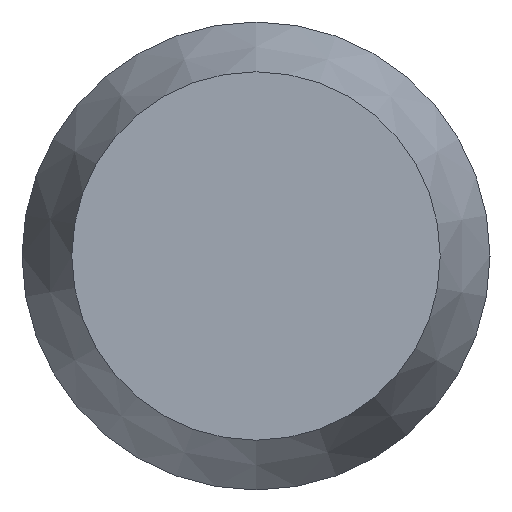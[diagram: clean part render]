
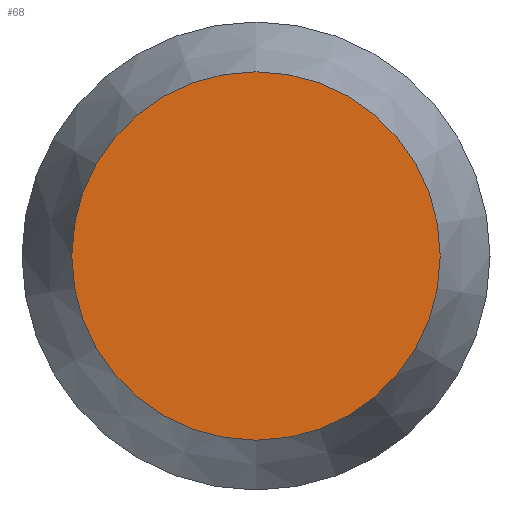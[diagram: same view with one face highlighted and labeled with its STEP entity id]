
A CAD part, left-side view. The second image highlights one B-rep face of the part: STEP entity #68.
In plain terms, the highlighted planar face has unit normal (-1, 0, 0).
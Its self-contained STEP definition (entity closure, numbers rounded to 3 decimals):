
#68=ADVANCED_FACE('',(#119),#120,.F.);
#119=FACE_OUTER_BOUND('',#166,.T.);
#120=PLANE('',#167);
#166=EDGE_LOOP('',(#215));
#167=AXIS2_PLACEMENT_3D('',#216,#217,#218);
#215=ORIENTED_EDGE('',*,*,#261,.T.);
#216=CARTESIAN_POINT('',(0.0,2.5,0.0));
#217=DIRECTION('',(1.0,0.0,0.0));
#218=DIRECTION('',(0.0,0.0,-1.0));
#261=EDGE_CURVE('',#286,#286,#287,.T.);
#286=VERTEX_POINT('',#315);
#287=CIRCLE('',#316,5.0);
#315=CARTESIAN_POINT('',(0.,0.0,5.0));
#316=AXIS2_PLACEMENT_3D('',#344,#345,#346);
#344=CARTESIAN_POINT('',(0.,0.0,0.0));
#345=DIRECTION('',(-1.0,0.0,0.0));
#346=DIRECTION('',(0.0,0.0,1.0));
